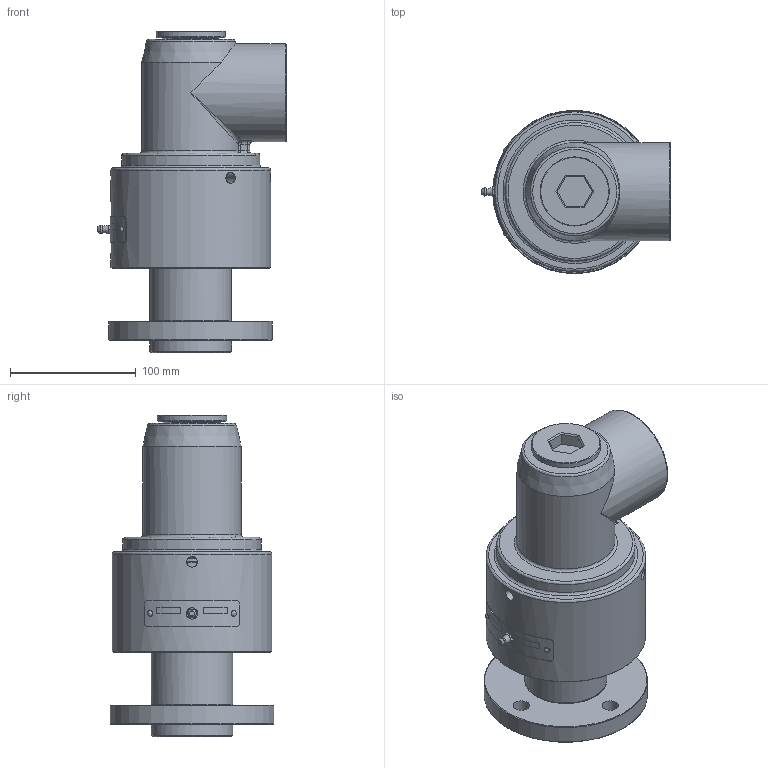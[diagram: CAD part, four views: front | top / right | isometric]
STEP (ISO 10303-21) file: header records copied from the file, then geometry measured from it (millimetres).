
FILE_DESCRIPTION (( 'STEP AP214' ), '1' );
FILE_NAME ('TUR-GRF50.STEP', '2016-08-22T12:40:07', ( '' ), ( '' ), 'SwSTEP 2.0', 'SolidWorks 2016', '' );
FILE_SCHEMA (( 'AUTOMOTIVE_DESIGN' ));
Length unit declared in the file: millimetre
Products named in the file (1): TUR-GRF50
Bounding box: 150 x 130 x 255.5 mm (x, y, z)
Volume: 1199051.9 mm3; surface area: 291459.9 mm2
Topology: 3 solids, 4 shells, 366 faces, 810 edges, 533 vertices
Faces by surface type: plane 139, cylinder 107, bspline 74, cone 45, torus 1
Full cylindrical faces by diameter (mm): 2.5 x2, 3 x1, 3.5 x2, 4 x1, 5 x1, 6 x1, 6.2 x6, 8.5 x4, 9 x1, 13 x4, 44.65 x1, 44.85 x1, 48 x3, 48.8 x1, 51.4 x1, 52.5 x1, 55 x2, 56.5 x1, 56.66 x1, 57.8 x1, 58.5 x3, 60 x1, 60.2 x1, 60.4 x1, 61.9 x1, 65 x2, 65.6 x1, 67 x1, 69.9 x1, 70 x1
Entity records: 21523 total; most frequent: CARTESIAN_POINT 11952, DIRECTION 1311, ORIENTED_EDGE 1212, EDGE_LOOP 610, EDGE_CURVE 606, AXIS2_PLACEMENT_3D 557, VERTEX_POINT 462, FACE_OUTER_BOUND 452
